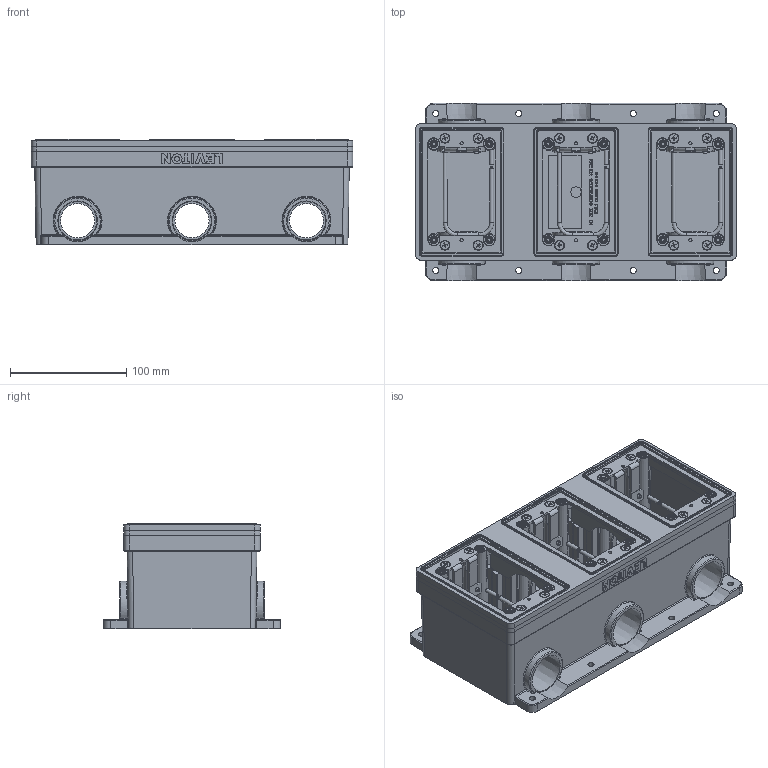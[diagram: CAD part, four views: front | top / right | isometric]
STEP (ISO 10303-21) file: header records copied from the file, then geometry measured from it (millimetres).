
FILE_DESCRIPTION (( 'STEP AP214' ), '1' );
FILE_NAME ('CATSTD-FDBX3-0XX-M01.STEP', '2019-10-29T17:26:00', ( '' ), ( '' ), 'SwSTEP 2.0', 'SolidWorks 2017', '' );
FILE_SCHEMA (( 'AUTOMOTIVE_DESIGN' ));
Length unit declared in the file: inch
Products named in the file (2): CATSTD-FDBX3-0XX-M01
Bounding box: 276.23 x 152.4 x 90.68 mm (x, y, z)
Surface area: 311640.6 mm2 (no closed solid volume)
Topology: 0 solids, 61 shells, 1061 faces, 4946 edges, 3898 vertices
Faces by surface type: plane 578, cylinder 295, bspline 78, cone 78, torus 20, sphere 12
Full cylindrical faces by diameter (mm): 2.286 x3, 2.692 x6, 2.774 x12, 3.048 x3, 3.429 x12, 3.962 x1, 4.182 x2, 5.232 x8, 8.712 x2, 9.144 x1
Entity records: 68484 total; most frequent: CARTESIAN_POINT 18538, DIRECTION 6720, ORIENTED_EDGE 6679, EDGE_CURVE 4708, VERTEX_POINT 3803, LINE 2964, VECTOR 2964, AXIS2_PLACEMENT_3D 1878
